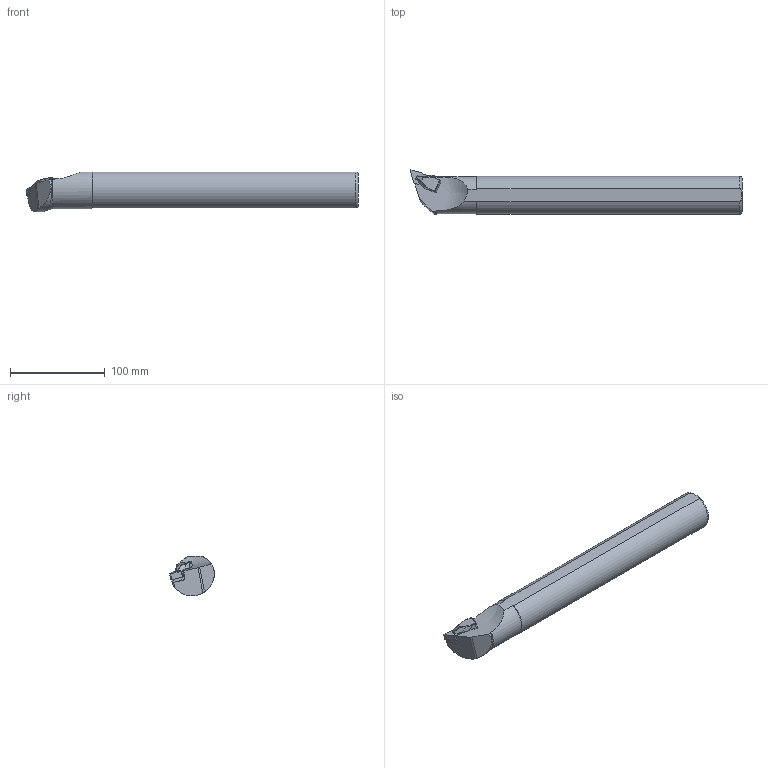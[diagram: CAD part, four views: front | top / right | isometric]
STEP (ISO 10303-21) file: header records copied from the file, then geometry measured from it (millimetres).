
FILE_DESCRIPTION(/* description */ (''),/* implementation_level */ '2;1');
FILE_NAME(/* name */ 'S40U-TDQNL-15.stp',/* time_stamp */ '2023-10-06T15:13:38+03:00',/* author */ (''),/* organization */ (''),/* preprocessor_version */ 'ST-DEVELOPER v19.4',/* originating_system */ 'SIEMENS PLM Software NX2306.3001',/* authorisation */ '');
FILE_SCHEMA (('AUTOMOTIVE_DESIGN { 1 0 10303 214 3 1 1 1 }'));
Length unit declared in the file: millimetre
Products named in the file (1): S40U-TDQNR-15
Bounding box: 350 x 47 x 41.97 mm (x, y, z)
Volume: 409127.5 mm3; surface area: 46246.6 mm2
Topology: 2 solids, 2 shells, 114 faces, 285 edges, 176 vertices
Faces by surface type: cylinder 52, plane 40, bspline 12, cone 5, torus 3, sphere 2
Full cylindrical faces by diameter (mm): 4 x1, 4.4 x1, 6.2 x1
Entity records: 3946 total; most frequent: CARTESIAN_POINT 1174, DIRECTION 557, ORIENTED_EDGE 548, EDGE_CURVE 274, AXIS2_PLACEMENT_3D 216, VERTEX_POINT 175, LINE 125, VECTOR 125
